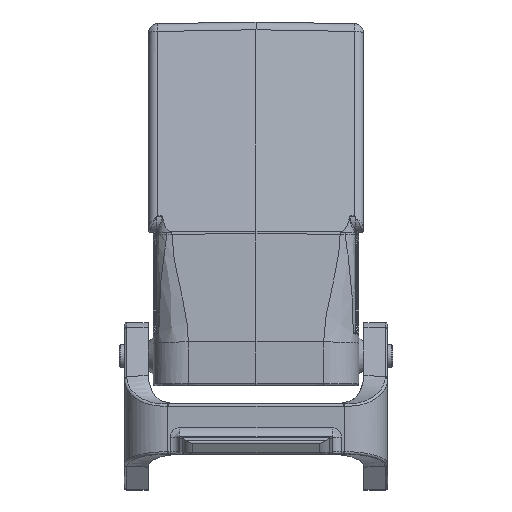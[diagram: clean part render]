
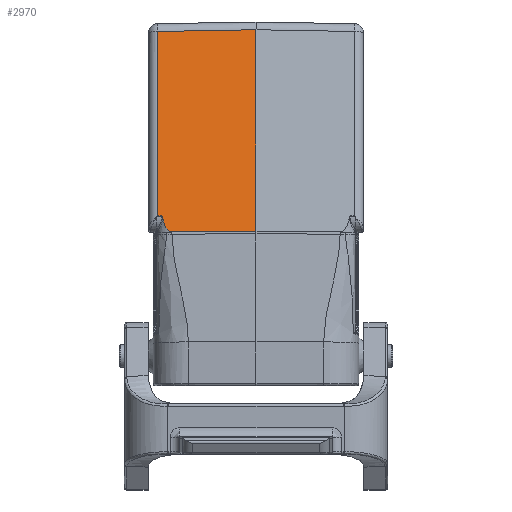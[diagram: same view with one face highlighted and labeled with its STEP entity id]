
A CAD part, left-side view. The second image highlights one B-rep face of the part: STEP entity #2970.
In plain terms, the highlighted planar face has unit normal (-0.982, 0.018, 0.191).
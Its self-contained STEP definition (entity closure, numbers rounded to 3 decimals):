
#2084=FACE_OUTER_BOUND('',#5060,.T.);
#2970=ADVANCED_FACE('',(#2084),#3884,.T.);
#3884=PLANE('',#20925);
#5060=EDGE_LOOP('',(#6579,#6580,#6581,#6582,#6583,#6584,#6585,#6586,#6587));
#6579=ORIENTED_EDGE('',*,*,#12627,.T.);
#6580=ORIENTED_EDGE('',*,*,#12628,.T.);
#6581=ORIENTED_EDGE('',*,*,#12629,.T.);
#6582=ORIENTED_EDGE('',*,*,#12630,.T.);
#6583=ORIENTED_EDGE('',*,*,#12631,.T.);
#6584=ORIENTED_EDGE('',*,*,#12599,.T.);
#6585=ORIENTED_EDGE('',*,*,#12632,.F.);
#6586=ORIENTED_EDGE('',*,*,#12633,.T.);
#6587=ORIENTED_EDGE('',*,*,#12634,.T.);
#11107=VERTEX_POINT('',#30004);
#11108=VERTEX_POINT('',#30005);
#11126=VERTEX_POINT('',#30104);
#11127=VERTEX_POINT('',#30105);
#11128=VERTEX_POINT('',#30116);
#11129=VERTEX_POINT('',#30121);
#11130=VERTEX_POINT('',#30126);
#11131=VERTEX_POINT('',#30134);
#11132=VERTEX_POINT('',#30136);
#12599=EDGE_CURVE('',#11107,#11108,#16961,.T.);
#12627=EDGE_CURVE('',#11126,#11127,#16978,.T.);
#12628=EDGE_CURVE('',#11127,#11128,#14995,.T.);
#12629=EDGE_CURVE('',#11128,#11129,#14996,.T.);
#12630=EDGE_CURVE('',#11129,#11130,#14997,.T.);
#12631=EDGE_CURVE('',#11130,#11107,#14998,.T.);
#12632=EDGE_CURVE('',#11131,#11108,#16979,.T.);
#12633=EDGE_CURVE('',#11131,#11132,#16980,.T.);
#12634=EDGE_CURVE('',#11132,#11126,#16981,.T.);
#14995=B_SPLINE_CURVE_WITH_KNOTS('',3,(#30106,#30107,#30108,#30109,#30110,
#30111,#30112,#30113,#30114,#30115),.UNSPECIFIED.,.F.,.F.,(4,3,3,4),(0.,
0.054,0.273,1.),.UNSPECIFIED.);
#14996=B_SPLINE_CURVE_WITH_KNOTS('',3,(#30117,#30118,#30119,#30120),
 .UNSPECIFIED.,.F.,.F.,(4,4),(0.,1.),.UNSPECIFIED.);
#14997=B_SPLINE_CURVE_WITH_KNOTS('',3,(#30122,#30123,#30124,#30125),
 .UNSPECIFIED.,.F.,.F.,(4,4),(0.,1.),.UNSPECIFIED.);
#14998=B_SPLINE_CURVE_WITH_KNOTS('',3,(#30127,#30128,#30129,#30130,#30131,
#30132),.UNSPECIFIED.,.F.,.F.,(4,2,4),(0.,0.5,1.),.UNSPECIFIED.);
#16961=LINE('',#30003,#18361);
#16978=LINE('',#30103,#18378);
#16979=LINE('',#30133,#18379);
#16980=LINE('',#30135,#18380);
#16981=LINE('',#30137,#18381);
#18361=VECTOR('',#22851,1.);
#18378=VECTOR('',#22890,1.);
#18379=VECTOR('',#22891,1.);
#18380=VECTOR('',#22892,1.);
#18381=VECTOR('',#22893,1.);
#20925=AXIS2_PLACEMENT_3D('',#30138,#22894,#22895);
#22851=DIRECTION('',(-0.017,-1.,0.003));
#22890=DIRECTION('',(0.01,-0.99,0.141));
#22891=DIRECTION('',(-0.191,0.,-0.982));
#22892=DIRECTION('',(0.014,1.,-0.017));
#22893=DIRECTION('',(-0.191,0.,-0.982));
#22894=DIRECTION('',(-0.981,0.017,0.191));
#22895=DIRECTION('',(0.191,0.,0.982));
#30003=CARTESIAN_POINT('',(-58.195,0.,23.134));
#30004=CARTESIAN_POINT('',(-57.884,18.118,23.074));
#30005=CARTESIAN_POINT('',(-58.195,0.,23.134));
#30103=CARTESIAN_POINT('',(-57.014,0.868,29.127));
#30104=CARTESIAN_POINT('',(-57.211,20.535,26.317));
#30105=CARTESIAN_POINT('',(-57.204,19.797,26.423));
#30106=CARTESIAN_POINT('',(-57.204,19.797,26.423));
#30107=CARTESIAN_POINT('',(-57.204,19.796,26.422));
#30108=CARTESIAN_POINT('',(-57.204,19.795,26.421));
#30109=CARTESIAN_POINT('',(-57.204,19.794,26.42));
#30110=CARTESIAN_POINT('',(-57.205,19.789,26.416));
#30111=CARTESIAN_POINT('',(-57.206,19.784,26.412));
#30112=CARTESIAN_POINT('',(-57.207,19.78,26.408));
#30113=CARTESIAN_POINT('',(-57.209,19.764,26.396));
#30114=CARTESIAN_POINT('',(-57.212,19.75,26.382));
#30115=CARTESIAN_POINT('',(-57.215,19.736,26.367));
#30116=CARTESIAN_POINT('',(-57.215,19.736,26.367));
#30117=CARTESIAN_POINT('',(-57.215,19.736,26.367));
#30118=CARTESIAN_POINT('',(-57.23,19.673,26.299));
#30119=CARTESIAN_POINT('',(-57.248,19.647,26.208));
#30120=CARTESIAN_POINT('',(-57.265,19.619,26.121));
#30121=CARTESIAN_POINT('',(-57.265,19.619,26.121));
#30122=CARTESIAN_POINT('',(-57.265,19.619,26.121));
#30123=CARTESIAN_POINT('',(-57.276,19.601,26.068));
#30124=CARTESIAN_POINT('',(-57.287,19.585,26.014));
#30125=CARTESIAN_POINT('',(-57.298,19.57,25.96));
#30126=CARTESIAN_POINT('',(-57.298,19.57,25.96));
#30127=CARTESIAN_POINT('',(-57.298,19.57,25.96));
#30128=CARTESIAN_POINT('',(-57.402,19.428,25.433));
#30129=CARTESIAN_POINT('',(-57.507,19.265,24.909));
#30130=CARTESIAN_POINT('',(-57.71,18.834,23.905));
#30131=CARTESIAN_POINT('',(-57.814,18.577,23.391));
#30132=CARTESIAN_POINT('',(-57.884,18.118,23.074));
#30133=CARTESIAN_POINT('',(-58.195,0.,23.134));
#30134=CARTESIAN_POINT('',(-50.012,0.,65.232));
#30135=CARTESIAN_POINT('',(-50.003,0.617,65.221));
#30136=CARTESIAN_POINT('',(-49.716,20.535,64.873));
#30137=CARTESIAN_POINT('',(-57.843,20.535,23.065));
#30138=CARTESIAN_POINT('',(-58.195,0.,23.134));
